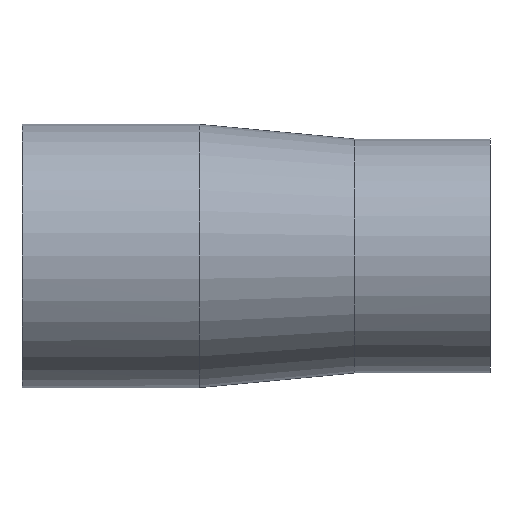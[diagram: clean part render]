
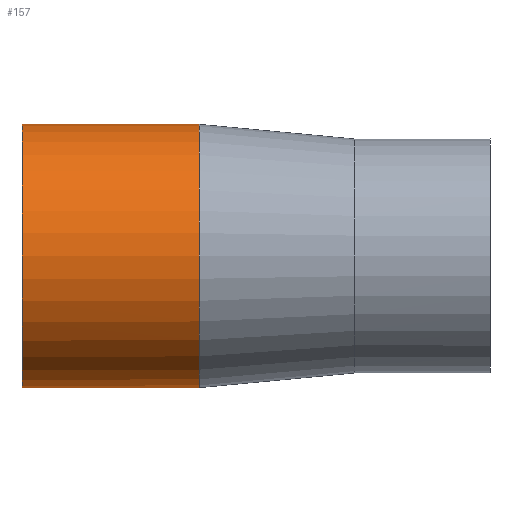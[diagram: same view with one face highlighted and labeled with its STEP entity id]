
A CAD part, front view. The second image highlights one B-rep face of the part: STEP entity #157.
In plain terms, the highlighted cylindrical face has radius 112.5 mm (diameter 225 mm), a full revolution.
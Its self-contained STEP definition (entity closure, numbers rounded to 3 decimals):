
#22=LINE('',#331,#26);
#26=VECTOR('',#246,112.5);
#30=CYLINDRICAL_SURFACE('',#198,112.5);
#37=FACE_OUTER_BOUND('',#46,.T.);
#46=EDGE_LOOP('',(#142,#143,#144,#145,#146));
#60=CIRCLE('',#188,112.5);
#61=CIRCLE('',#189,112.5);
#66=CIRCLE('',#199,112.5);
#77=VERTEX_POINT('',#309);
#78=VERTEX_POINT('',#312);
#82=VERTEX_POINT('',#330);
#94=EDGE_CURVE('',#77,#78,#60,.T.);
#95=EDGE_CURVE('',#78,#77,#61,.T.);
#103=EDGE_CURVE('',#78,#82,#22,.T.);
#104=EDGE_CURVE('',#82,#82,#66,.T.);
#142=ORIENTED_EDGE('',*,*,#95,.F.);
#143=ORIENTED_EDGE('',*,*,#103,.T.);
#144=ORIENTED_EDGE('',*,*,#104,.T.);
#145=ORIENTED_EDGE('',*,*,#103,.F.);
#146=ORIENTED_EDGE('',*,*,#94,.F.);
#157=ADVANCED_FACE('',(#37),#30,.T.);
#188=AXIS2_PLACEMENT_3D('',#313,#221,#222);
#189=AXIS2_PLACEMENT_3D('',#314,#223,#224);
#198=AXIS2_PLACEMENT_3D('',#329,#244,#245);
#199=AXIS2_PLACEMENT_3D('',#332,#247,#248);
#221=DIRECTION('center_axis',(1.,0.,0.));
#222=DIRECTION('ref_axis',(0.,1.,0.));
#223=DIRECTION('center_axis',(1.,0.,0.));
#224=DIRECTION('ref_axis',(0.,1.,0.));
#244=DIRECTION('center_axis',(1.,0.,0.));
#245=DIRECTION('ref_axis',(0.,1.,0.));
#246=DIRECTION('',(-1.,0.,0.));
#247=DIRECTION('center_axis',(1.,0.,0.));
#248=DIRECTION('ref_axis',(0.,1.,0.));
#309=CARTESIAN_POINT('',(151.5,11.523,-112.496));
#312=CARTESIAN_POINT('',(151.5,-100.,0.));
#313=CARTESIAN_POINT('Origin',(151.5,12.5,0.));
#314=CARTESIAN_POINT('Origin',(151.5,12.5,0.));
#329=CARTESIAN_POINT('Origin',(0.,12.5,0.));
#330=CARTESIAN_POINT('',(0.,-100.,0.));
#331=CARTESIAN_POINT('',(0.,-100.,0.));
#332=CARTESIAN_POINT('Origin',(0.,12.5,0.));
